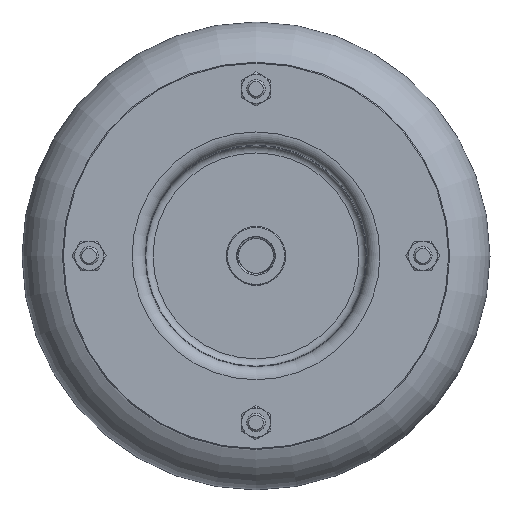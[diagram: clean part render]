
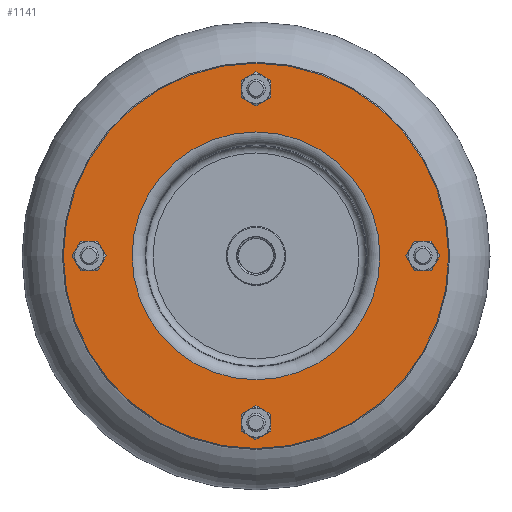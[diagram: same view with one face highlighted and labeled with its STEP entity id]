
A CAD part, top view. The second image highlights one B-rep face of the part: STEP entity #1141.
In plain terms, the highlighted planar face has unit normal (0, 0, 1).
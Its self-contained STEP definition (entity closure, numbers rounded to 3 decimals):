
#1141=ADVANCED_FACE('',(#1505,#1506,#1507,#1508,#1509,#1510),#1376,.T.);
#1376=PLANE('',#4865);
#1505=FACE_BOUND('',#1993,.T.);
#1506=FACE_BOUND('',#1994,.T.);
#1507=FACE_BOUND('',#1995,.T.);
#1508=FACE_BOUND('',#1996,.T.);
#1509=FACE_BOUND('',#1997,.T.);
#1510=FACE_BOUND('',#1998,.T.);
#1993=EDGE_LOOP('',(#2971));
#1994=EDGE_LOOP('',(#2972));
#1995=EDGE_LOOP('',(#2973));
#1996=EDGE_LOOP('',(#2974));
#1997=EDGE_LOOP('',(#2975));
#1998=EDGE_LOOP('',(#2976));
#2971=ORIENTED_EDGE('',*,*,#4092,.T.);
#2972=ORIENTED_EDGE('',*,*,#4093,.F.);
#2973=ORIENTED_EDGE('',*,*,#4094,.F.);
#2974=ORIENTED_EDGE('',*,*,#4095,.F.);
#2975=ORIENTED_EDGE('',*,*,#4096,.F.);
#2976=ORIENTED_EDGE('',*,*,#4097,.F.);
#3585=VERTEX_POINT('',#7689);
#3586=VERTEX_POINT('',#7691);
#3587=VERTEX_POINT('',#7693);
#3588=VERTEX_POINT('',#7695);
#3589=VERTEX_POINT('',#7697);
#3590=VERTEX_POINT('',#7699);
#4092=EDGE_CURVE('',#3585,#3585,#4413,.T.);
#4093=EDGE_CURVE('',#3586,#3586,#4414,.T.);
#4094=EDGE_CURVE('',#3587,#3587,#4415,.T.);
#4095=EDGE_CURVE('',#3588,#3588,#4416,.T.);
#4096=EDGE_CURVE('',#3589,#3589,#4417,.T.);
#4097=EDGE_CURVE('',#3590,#3590,#4418,.T.);
#4413=CIRCLE('',#4859,104.5);
#4414=CIRCLE('',#4860,5.75);
#4415=CIRCLE('',#4861,5.75);
#4416=CIRCLE('',#4862,5.75);
#4417=CIRCLE('',#4863,5.75);
#4418=CIRCLE('',#4864,67.22);
#4859=AXIS2_PLACEMENT_3D('',#7688,#5801,#5802);
#4860=AXIS2_PLACEMENT_3D('',#7690,#5803,#5804);
#4861=AXIS2_PLACEMENT_3D('',#7692,#5805,#5806);
#4862=AXIS2_PLACEMENT_3D('',#7694,#5807,#5808);
#4863=AXIS2_PLACEMENT_3D('',#7696,#5809,#5810);
#4864=AXIS2_PLACEMENT_3D('',#7698,#5811,#5812);
#4865=AXIS2_PLACEMENT_3D('',#7700,#5813,#5814);
#5801=DIRECTION('',(0.,0.,1.));
#5802=DIRECTION('',(1.,0.,0.));
#5803=DIRECTION('',(0.,0.,1.));
#5804=DIRECTION('',(1.,0.,0.));
#5805=DIRECTION('',(0.,0.,1.));
#5806=DIRECTION('',(1.,0.,0.));
#5807=DIRECTION('',(0.,0.,1.));
#5808=DIRECTION('',(1.,0.,0.));
#5809=DIRECTION('',(0.,0.,1.));
#5810=DIRECTION('',(1.,0.,0.));
#5811=DIRECTION('',(0.,0.,1.));
#5812=DIRECTION('',(1.,0.,0.));
#5813=DIRECTION('',(0.,0.,1.));
#5814=DIRECTION('',(1.,0.,0.));
#7688=CARTESIAN_POINT('',(0.,0.,92.));
#7689=CARTESIAN_POINT('',(104.5,0.,92.));
#7690=CARTESIAN_POINT('',(0.,-90.5,92.));
#7691=CARTESIAN_POINT('',(5.75,-90.5,92.));
#7692=CARTESIAN_POINT('',(-90.5,0.,92.));
#7693=CARTESIAN_POINT('',(-84.75,0.,92.));
#7694=CARTESIAN_POINT('',(0.,90.5,92.));
#7695=CARTESIAN_POINT('',(5.75,90.5,92.));
#7696=CARTESIAN_POINT('',(90.5,0.,92.));
#7697=CARTESIAN_POINT('',(96.25,0.,92.));
#7698=CARTESIAN_POINT('',(0.,0.,92.));
#7699=CARTESIAN_POINT('',(67.22,0.,92.));
#7700=CARTESIAN_POINT('',(67.22,0.,92.));
